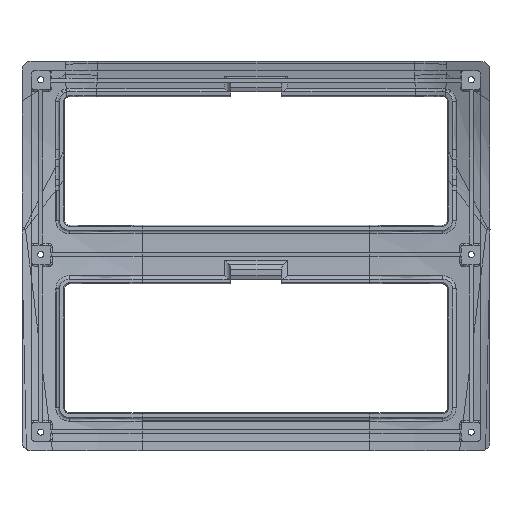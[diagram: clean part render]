
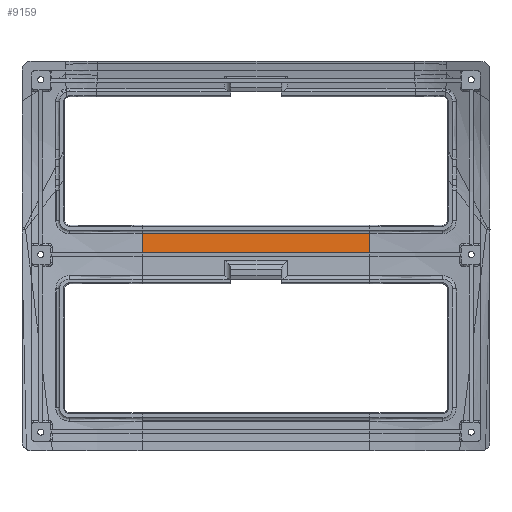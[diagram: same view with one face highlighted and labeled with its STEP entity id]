
A CAD part, top view. The second image highlights one B-rep face of the part: STEP entity #9159.
In plain terms, the highlighted planar face has unit normal (0, 0.088, 0.996).
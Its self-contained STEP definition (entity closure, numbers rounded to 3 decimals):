
#196 = CARTESIAN_POINT ( 'NONE',  ( -105., 161.62, -90.451 ) ) ;
#829 = CARTESIAN_POINT ( 'NONE',  ( -58.218, 171.399, -91.32 ) ) ;
#1237 = VERTEX_POINT ( 'NONE', #15446 ) ;
#2790 = CARTESIAN_POINT ( 'NONE',  ( 58.218, 225.345, -96.115 ) ) ;
#3121 = EDGE_CURVE ( 'NONE', #4780, #1237, #12255, .T. ) ;
#3231 = DIRECTION ( 'NONE',  ( -1., 0., 0. ) ) ;
#3514 = CARTESIAN_POINT ( 'NONE',  ( -500000., 171.399, -91.32 ) ) ;
#3531 = DIRECTION ( 'NONE',  ( 0., -0.089, -0.996 ) ) ;
#4242 = ORIENTED_EDGE ( 'NONE', *, *, #12443, .F. ) ;
#4780 = VERTEX_POINT ( 'NONE', #8674 ) ;
#5081 = CARTESIAN_POINT ( 'NONE',  ( -500000., 3.9, -76.431 ) ) ;
#5406 = ORIENTED_EDGE ( 'NONE', *, *, #15939, .F. ) ;
#5466 = ORIENTED_EDGE ( 'NONE', *, *, #12646, .T. ) ;
#7694 = VECTOR ( 'NONE', #18819, 1000. ) ;
#7839 = AXIS2_PLACEMENT_3D ( 'NONE', #5081, #3531, #15808 ) ;
#8674 = CARTESIAN_POINT ( 'NONE',  ( 58.218, 161.62, -90.451 ) ) ;
#8702 = EDGE_LOOP ( 'NONE', ( #5406, #5466, #4242, #14356 ) ) ;
#8903 = VERTEX_POINT ( 'NONE', #829 ) ;
#8913 = DIRECTION ( 'NONE',  ( 0., -0.996, 0.089 ) ) ;
#9156 = LINE ( 'NONE', #13699, #15134 ) ;
#9159 = ADVANCED_FACE ( 'NONE', ( #16216 ), #17363, .F. ) ;
#9280 = VECTOR ( 'NONE', #8913, 1000. ) ;
#10849 = CARTESIAN_POINT ( 'NONE',  ( 58.218, 171.399, -91.32 ) ) ;
#11439 = VERTEX_POINT ( 'NONE', #10849 ) ;
#12255 = LINE ( 'NONE', #196, #17318 ) ;
#12443 = EDGE_CURVE ( 'NONE', #1237, #8903, #9156, .T. ) ;
#12646 = EDGE_CURVE ( 'NONE', #11439, #8903, #16123, .T. ) ;
#13699 = CARTESIAN_POINT ( 'NONE',  ( -58.218, 225.345, -96.115 ) ) ;
#14356 = ORIENTED_EDGE ( 'NONE', *, *, #3121, .F. ) ;
#15134 = VECTOR ( 'NONE', #15230, 1000. ) ;
#15230 = DIRECTION ( 'NONE',  ( 0., 0.996, -0.089 ) ) ;
#15446 = CARTESIAN_POINT ( 'NONE',  ( -58.218, 161.62, -90.451 ) ) ;
#15808 = DIRECTION ( 'NONE',  ( 0., 0.996, -0.089 ) ) ;
#15939 = EDGE_CURVE ( 'NONE', #11439, #4780, #17683, .T. ) ;
#16123 = LINE ( 'NONE', #3514, #7694 ) ;
#16216 = FACE_OUTER_BOUND ( 'NONE', #8702, .T. ) ;
#17318 = VECTOR ( 'NONE', #3231, 1000. ) ;
#17363 = PLANE ( 'NONE',  #7839 ) ;
#17683 = LINE ( 'NONE', #2790, #9280 ) ;
#18819 = DIRECTION ( 'NONE',  ( -1., 0., 0. ) ) ;
